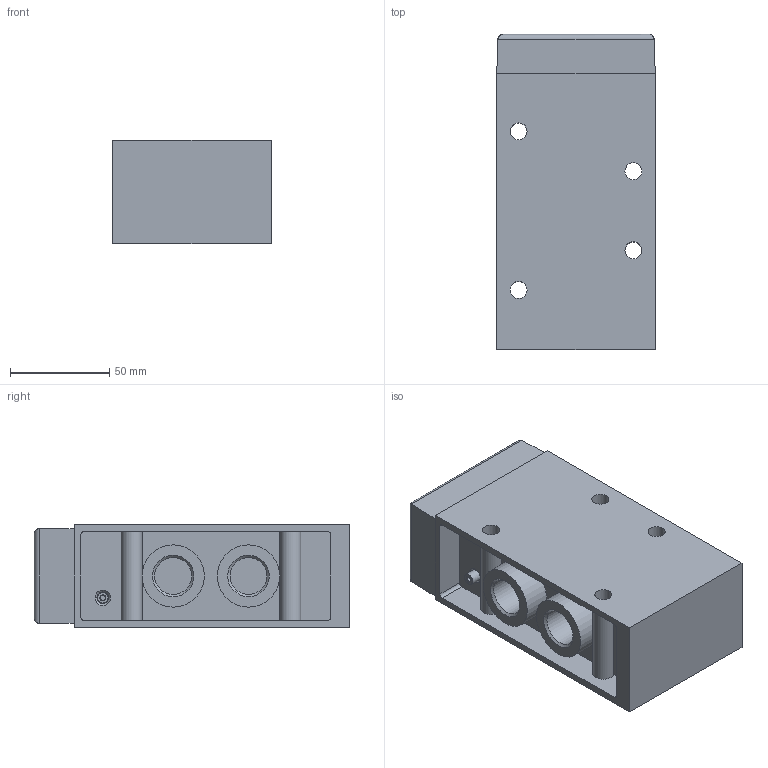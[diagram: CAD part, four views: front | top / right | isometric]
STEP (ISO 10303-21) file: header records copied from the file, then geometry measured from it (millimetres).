
FILE_DESCRIPTION(/* description */ ('STEP AP214'),/* implementation_level */ '2;1');
FILE_NAME(/* name */ '536034_VL-5-1_2-EX',/* time_stamp */ '2024-09-16T15:32:59+02:00',/* author */ ('License CC BY-ND 4.0'),/* organization */ ('CADENAS'),/* preprocessor_version */ 'ST-DEVELOPER v19.3',/* originating_system */ 'PARTsolutions',/* authorisation */ ' ');
FILE_SCHEMA (('AUTOMOTIVE_DESIGN {1 0 10303 214 3 1 1}'));
Length unit declared in the file: millimetre
Products named in the file (1): 536034 VL-5-1/2-EX
Bounding box: 80 x 159 x 52 mm (x, y, z)
Volume: 552148.6 mm3; surface area: 71544.3 mm2
Topology: 1 solids, 1 shells, 81 faces, 185 edges, 121 vertices
Faces by surface type: plane 38, cylinder 32, cone 11
Full cylindrical faces by diameter (mm): 2.459 x1, 5.8 x1, 5.9 x1, 8.6 x4, 11.445 x1, 18.631 x5, 31.433 x4
Entity records: 2182 total; most frequent: DIRECTION 388, CARTESIAN_POINT 376, ORIENTED_EDGE 302, AXIS2_PLACEMENT_3D 157, EDGE_CURVE 151, EDGE_LOOP 136, FACE_BOUND 136, VERTEX_POINT 115
